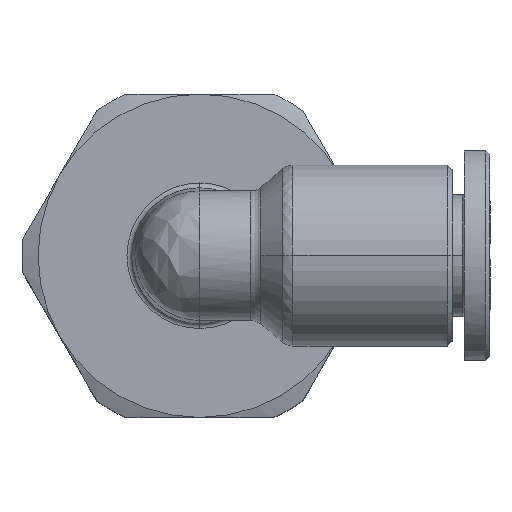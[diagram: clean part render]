
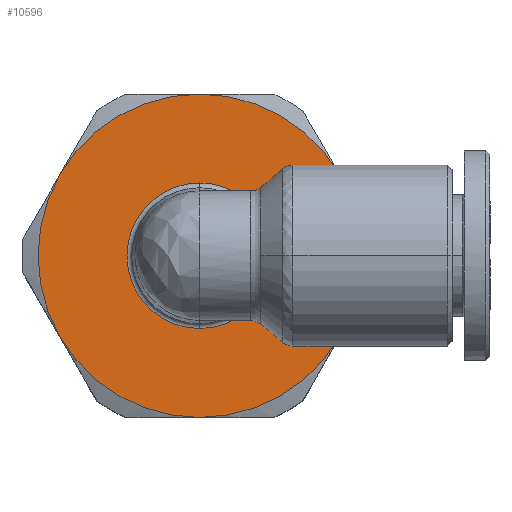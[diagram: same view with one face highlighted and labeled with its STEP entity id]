
A CAD part, top view. The second image highlights one B-rep face of the part: STEP entity #10596.
In plain terms, the highlighted planar face has unit normal (0, 0, 1).
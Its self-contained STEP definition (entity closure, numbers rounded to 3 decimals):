
#8 = EDGE_CURVE ( 'NONE', #3674, #4953, #10117, .T. ) ;
#24 = CARTESIAN_POINT ( 'NONE',  ( -5.5, 0., -5.9 ) ) ;
#59 = DIRECTION ( 'NONE',  ( 0., 0., -1. ) ) ;
#220 = EDGE_CURVE ( 'NONE', #1898, #2375, #5531, .T. ) ;
#268 = CIRCLE ( 'NONE', #9280, 10. ) ;
#663 = DIRECTION ( 'NONE',  ( 0., 1., 0. ) ) ;
#745 = CARTESIAN_POINT ( 'NONE',  ( -5.5, 0., -5.9 ) ) ;
#893 = DIRECTION ( 'NONE',  ( 0., 1., 0. ) ) ;
#1064 = AXIS2_PLACEMENT_3D ( 'NONE', #3257, #1633, #4106 ) ;
#1144 = EDGE_CURVE ( 'NONE', #1444, #1904, #3898, .T. ) ;
#1222 = CARTESIAN_POINT ( 'NONE',  ( -14.16, 5., -5.9 ) ) ;
#1444 = VERTEX_POINT ( 'NONE', #6013 ) ;
#1586 = CARTESIAN_POINT ( 'NONE',  ( 3.16, -5., -5.9 ) ) ;
#1612 = AXIS2_PLACEMENT_3D ( 'NONE', #9398, #5956, #4351 ) ;
#1633 = DIRECTION ( 'NONE',  ( 0., 0., -1. ) ) ;
#1794 = EDGE_CURVE ( 'NONE', #4953, #3674, #4289, .T. ) ;
#1837 = PLANE ( 'NONE',  #9819 ) ;
#1884 = ORIENTED_EDGE ( 'NONE', *, *, #2471, .F. ) ;
#1892 = DIRECTION ( 'NONE',  ( 0., 1., 0. ) ) ;
#1898 = VERTEX_POINT ( 'NONE', #4222 ) ;
#1904 = VERTEX_POINT ( 'NONE', #3485 ) ;
#1928 = EDGE_LOOP ( 'NONE', ( #10717, #10847 ) ) ;
#2065 = FACE_OUTER_BOUND ( 'NONE', #6779, .T. ) ;
#2375 = VERTEX_POINT ( 'NONE', #1586 ) ;
#2471 = EDGE_CURVE ( 'NONE', #8320, #1898, #8913, .T. ) ;
#2536 = ORIENTED_EDGE ( 'NONE', *, *, #220, .F. ) ;
#2606 = FACE_BOUND ( 'NONE', #1928, .T. ) ;
#2623 = CARTESIAN_POINT ( 'NONE',  ( -5.5, 0., -5.9 ) ) ;
#2822 = DIRECTION ( 'NONE',  ( 0., 1., 0. ) ) ;
#2905 = AXIS2_PLACEMENT_3D ( 'NONE', #24, #59, #893 ) ;
#2947 = AXIS2_PLACEMENT_3D ( 'NONE', #10282, #8627, #1892 ) ;
#2964 = AXIS2_PLACEMENT_3D ( 'NONE', #5988, #8543, #7643 ) ;
#3257 = CARTESIAN_POINT ( 'NONE',  ( -5.5, 0., -5.9 ) ) ;
#3296 = EDGE_CURVE ( 'NONE', #8488, #8320, #268, .T. ) ;
#3471 = DIRECTION ( 'NONE',  ( 0., 0., -1. ) ) ;
#3485 = CARTESIAN_POINT ( 'NONE',  ( -14.16, -5., -5.9 ) ) ;
#3558 = CARTESIAN_POINT ( 'NONE',  ( -5.5, 4.501, -5.9 ) ) ;
#3674 = VERTEX_POINT ( 'NONE', #5563 ) ;
#3898 = CIRCLE ( 'NONE', #1612, 10. ) ;
#3953 = EDGE_CURVE ( 'NONE', #1904, #8488, #10410, .T. ) ;
#4106 = DIRECTION ( 'NONE',  ( 0., 1., 0. ) ) ;
#4159 = DIRECTION ( 'NONE',  ( 0., 0., -1. ) ) ;
#4222 = CARTESIAN_POINT ( 'NONE',  ( 3.16, 5., -5.9 ) ) ;
#4271 = CARTESIAN_POINT ( 'NONE',  ( -5.5, 10., -5.9 ) ) ;
#4289 = CIRCLE ( 'NONE', #8249, 4.501 ) ;
#4351 = DIRECTION ( 'NONE',  ( 0., 1., 0. ) ) ;
#4953 = VERTEX_POINT ( 'NONE', #3558 ) ;
#5531 = CIRCLE ( 'NONE', #1064, 10. ) ;
#5563 = CARTESIAN_POINT ( 'NONE',  ( -5.5, -4.501, -5.9 ) ) ;
#5956 = DIRECTION ( 'NONE',  ( 0., 0., -1. ) ) ;
#5988 = CARTESIAN_POINT ( 'NONE',  ( -5.5, 0., -5.9 ) ) ;
#6013 = CARTESIAN_POINT ( 'NONE',  ( -5.5, -10., -5.9 ) ) ;
#6779 = EDGE_LOOP ( 'NONE', ( #8235, #6994, #9991, #2536, #1884, #9567 ) ) ;
#6813 = EDGE_CURVE ( 'NONE', #2375, #1444, #10462, .T. ) ;
#6994 = ORIENTED_EDGE ( 'NONE', *, *, #1144, .F. ) ;
#7023 = CARTESIAN_POINT ( 'NONE',  ( -5.5, 0., -5.9 ) ) ;
#7456 = CARTESIAN_POINT ( 'NONE',  ( -5.5, 0., -5.9 ) ) ;
#7643 = DIRECTION ( 'NONE',  ( 0., 1., 0. ) ) ;
#8235 = ORIENTED_EDGE ( 'NONE', *, *, #3953, .F. ) ;
#8249 = AXIS2_PLACEMENT_3D ( 'NONE', #7456, #8283, #663 ) ;
#8283 = DIRECTION ( 'NONE',  ( 0., 0., 1. ) ) ;
#8320 = VERTEX_POINT ( 'NONE', #4271 ) ;
#8488 = VERTEX_POINT ( 'NONE', #1222 ) ;
#8543 = DIRECTION ( 'NONE',  ( 0., 0., -1. ) ) ;
#8627 = DIRECTION ( 'NONE',  ( 0., 0., -1. ) ) ;
#8913 = CIRCLE ( 'NONE', #2905, 10. ) ;
#8968 = AXIS2_PLACEMENT_3D ( 'NONE', #7023, #10323, #2822 ) ;
#9102 = DIRECTION ( 'NONE',  ( 0., 1., 0. ) ) ;
#9280 = AXIS2_PLACEMENT_3D ( 'NONE', #745, #4159, #9102 ) ;
#9364 = DIRECTION ( 'NONE',  ( -1., 0., 0. ) ) ;
#9398 = CARTESIAN_POINT ( 'NONE',  ( -5.5, 0., -5.9 ) ) ;
#9567 = ORIENTED_EDGE ( 'NONE', *, *, #3296, .F. ) ;
#9819 = AXIS2_PLACEMENT_3D ( 'NONE', #2623, #3471, #9364 ) ;
#9991 = ORIENTED_EDGE ( 'NONE', *, *, #6813, .F. ) ;
#10117 = CIRCLE ( 'NONE', #8968, 4.501 ) ;
#10282 = CARTESIAN_POINT ( 'NONE',  ( -5.5, 0., -5.9 ) ) ;
#10323 = DIRECTION ( 'NONE',  ( 0., 0., 1. ) ) ;
#10410 = CIRCLE ( 'NONE', #2947, 10. ) ;
#10462 = CIRCLE ( 'NONE', #2964, 10. ) ;
#10596 = ADVANCED_FACE ( 'NONE', ( #2606, #2065 ), #1837, .F. ) ;
#10717 = ORIENTED_EDGE ( 'NONE', *, *, #1794, .F. ) ;
#10847 = ORIENTED_EDGE ( 'NONE', *, *, #8, .F. ) ;
